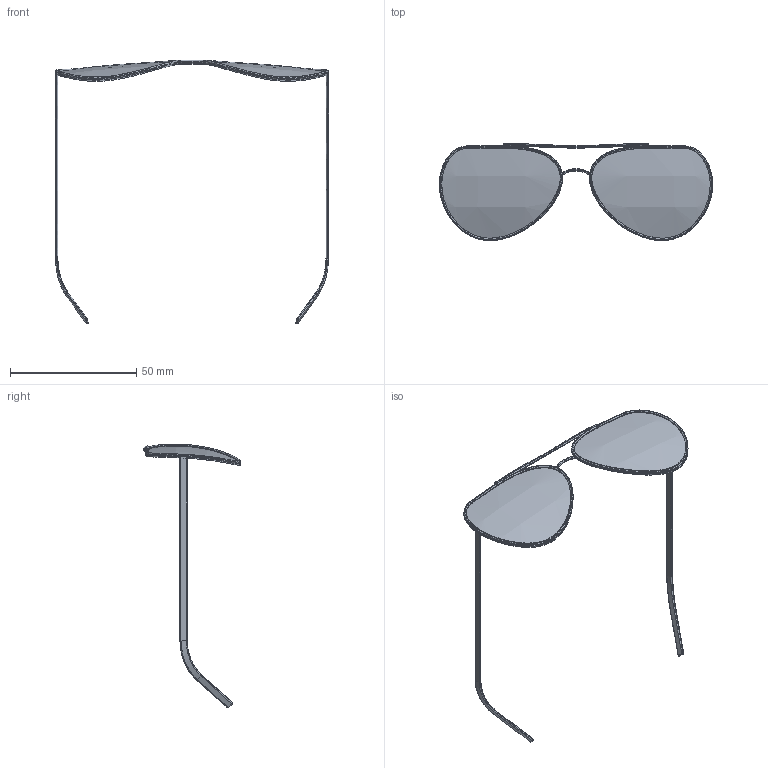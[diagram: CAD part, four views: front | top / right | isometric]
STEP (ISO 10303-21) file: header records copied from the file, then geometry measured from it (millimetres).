
FILE_DESCRIPTION(('FreeCAD Model'),'2;1');
FILE_NAME('Open CASCADE Shape Model','2025-05-04T12:20:02',('FreeCAD'),( 'FreeCAD'),'Open CASCADE STEP processor 7.6','FreeCAD','Unknown');
FILE_SCHEMA(('AUTOMOTIVE_DESIGN { 1 0 10303 214 1 1 1 1 }'));
Length unit declared in the file: millimetre
Products named in the file (1): Open CASCADE STEP translator 7.6 1
Bounding box: 107.98 x 38.37 x 104.22 mm (x, y, z)
Volume: 2145.1 mm3; surface area: 8473.2 mm2
Topology: 4 solids, 4 shells, 175 faces, 408 edges, 230 vertices
Faces by surface type: bspline 175
Entity records: 13194 total; most frequent: CARTESIAN_POINT 10950, ORIENTED_EDGE 788, EDGE_CURVE 394, VERTEX_POINT 230, B_SPLINE_CURVE_WITH_KNOTS 218, FACE_BOUND 179, EDGE_LOOP 179, ADVANCED_FACE 175
